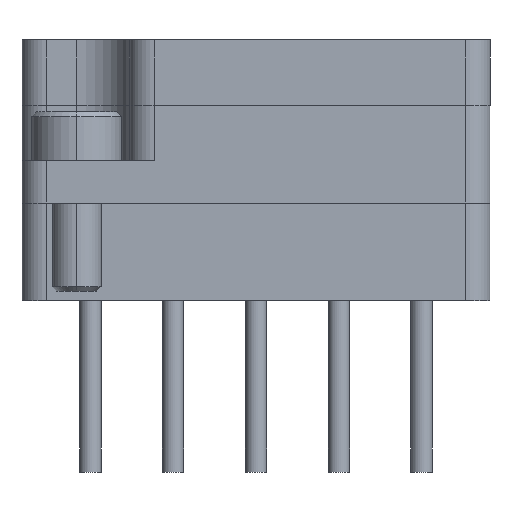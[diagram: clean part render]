
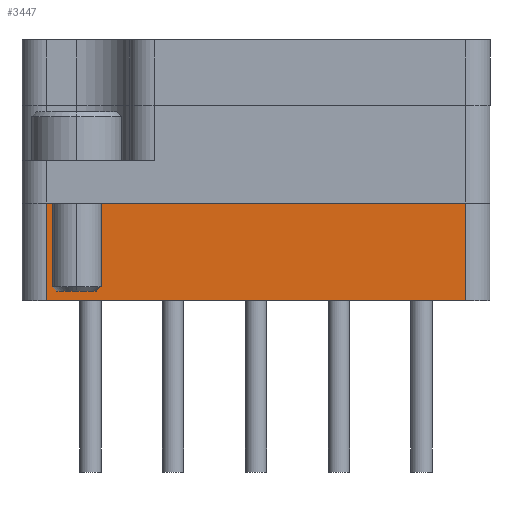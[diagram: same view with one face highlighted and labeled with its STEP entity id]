
A CAD part, front view. The second image highlights one B-rep face of the part: STEP entity #3447.
In plain terms, the highlighted face is planar.
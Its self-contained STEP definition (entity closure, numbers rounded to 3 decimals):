
#1627 = EDGE_CURVE ( 'NONE', #18929, #13646, #24134, .T. ) ;
#1666 = EDGE_CURVE ( 'NONE', #6236, #18929, #2183, .T. ) ;
#2183 = LINE ( 'NONE', #13100, #10140 ) ;
#2239 = EDGE_CURVE ( 'NONE', #12860, #6236, #5901, .T. ) ;
#3447 = ADVANCED_FACE ( 'NONE', ( #20989 ), #15076, .F. ) ;
#4302 = EDGE_LOOP ( 'NONE', ( #23257, #23173, #17896, #9164 ) ) ;
#4311 = CARTESIAN_POINT ( 'NONE',  ( 22., -6., 14.35 ) ) ;
#4633 = CARTESIAN_POINT ( 'NONE',  ( 22., -6., -12.85 ) ) ;
#5901 = LINE ( 'NONE', #7875, #18850 ) ;
#6236 = VERTEX_POINT ( 'NONE', #7915 ) ;
#7875 = CARTESIAN_POINT ( 'NONE',  ( 22., 0., -12.85 ) ) ;
#7915 = CARTESIAN_POINT ( 'NONE',  ( 22., 0., -12.85 ) ) ;
#8159 = VECTOR ( 'NONE', #18311, 1000. ) ;
#8992 = AXIS2_PLACEMENT_3D ( 'NONE', #22372, #19029, #16812 ) ;
#9164 = ORIENTED_EDGE ( 'NONE', *, *, #1627, .T. ) ;
#10140 = VECTOR ( 'NONE', #14957, 1000. ) ;
#10260 = LINE ( 'NONE', #4311, #17326 ) ;
#10289 = EDGE_CURVE ( 'NONE', #12860, #13646, #10260, .T. ) ;
#10722 = CARTESIAN_POINT ( 'NONE',  ( 22., -6., 12.85 ) ) ;
#11863 = CARTESIAN_POINT ( 'NONE',  ( 22., 0., 12.85 ) ) ;
#12860 = VERTEX_POINT ( 'NONE', #4633 ) ;
#13100 = CARTESIAN_POINT ( 'NONE',  ( 22., 0., 14.35 ) ) ;
#13452 = DIRECTION ( 'NONE',  ( 0., 1., 0. ) ) ;
#13646 = VERTEX_POINT ( 'NONE', #10722 ) ;
#14957 = DIRECTION ( 'NONE',  ( 0., 0., 1. ) ) ;
#15076 = PLANE ( 'NONE',  #8992 ) ;
#16812 = DIRECTION ( 'NONE',  ( 0., 0., 1. ) ) ;
#17326 = VECTOR ( 'NONE', #23512, 1000. ) ;
#17896 = ORIENTED_EDGE ( 'NONE', *, *, #1666, .T. ) ;
#18311 = DIRECTION ( 'NONE',  ( 0., -1., 0. ) ) ;
#18850 = VECTOR ( 'NONE', #13452, 1000. ) ;
#18929 = VERTEX_POINT ( 'NONE', #11863 ) ;
#19029 = DIRECTION ( 'NONE',  ( -1., 0., 0. ) ) ;
#20389 = CARTESIAN_POINT ( 'NONE',  ( 22., -6., 12.85 ) ) ;
#20989 = FACE_OUTER_BOUND ( 'NONE', #4302, .T. ) ;
#22372 = CARTESIAN_POINT ( 'NONE',  ( 22., -6., 14.35 ) ) ;
#23173 = ORIENTED_EDGE ( 'NONE', *, *, #2239, .T. ) ;
#23257 = ORIENTED_EDGE ( 'NONE', *, *, #10289, .F. ) ;
#23512 = DIRECTION ( 'NONE',  ( 0., 0., 1. ) ) ;
#24134 = LINE ( 'NONE', #20389, #8159 ) ;
